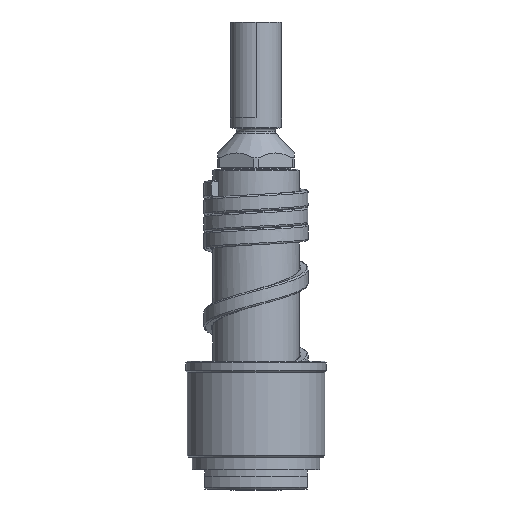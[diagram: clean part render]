
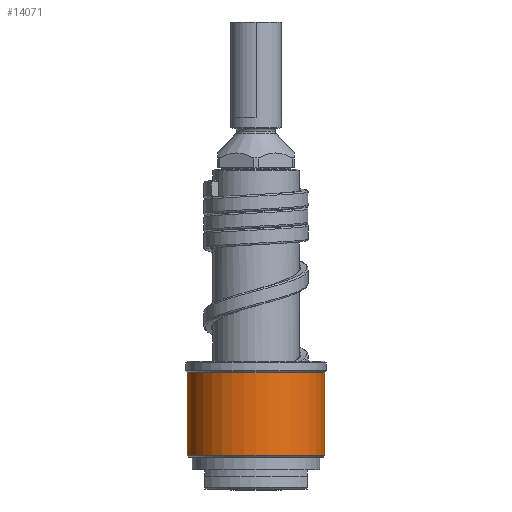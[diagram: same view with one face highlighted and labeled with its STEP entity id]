
A CAD part, front view. The second image highlights one B-rep face of the part: STEP entity #14071.
In plain terms, the highlighted cylindrical face has radius 21.5 mm (diameter 43 mm), a partial arc.
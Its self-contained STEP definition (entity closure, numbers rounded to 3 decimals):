
#5383=CARTESIAN_POINT('',(0.,0.,10.583));
#5384=DIRECTION('',(0.,0.,1.));
#5385=DIRECTION('',(-1.,0.,0.));
#5386=AXIS2_PLACEMENT_3D('',#5383,#5384,#5385);
#5388=DIRECTION('',(0.,0.,-1.));
#5389=VECTOR('',#5388,25.834);
#5390=CARTESIAN_POINT('',(-21.5,0.,36.417));
#5391=LINE('',#5390,#5389);
#5392=CARTESIAN_POINT('',(0.,0.,36.417));
#5393=DIRECTION('',(0.,0.,1.));
#5394=DIRECTION('',(-1.,0.,0.));
#5395=AXIS2_PLACEMENT_3D('',#5392,#5393,#5394);
#5397=DIRECTION('',(0.,0.,-1.));
#5398=VECTOR('',#5397,25.834);
#5399=CARTESIAN_POINT('',(21.5,0.,36.417));
#5400=LINE('',#5399,#5398);
#5744=CARTESIAN_POINT('',(21.5,0.,36.417));
#5745=CARTESIAN_POINT('',(-21.5,0.,36.417));
#5746=VERTEX_POINT('',#5744);
#5747=VERTEX_POINT('',#5745);
#5770=CARTESIAN_POINT('',(21.5,0.,10.583));
#5771=VERTEX_POINT('',#5770);
#5772=CARTESIAN_POINT('',(-21.5,0.,10.583));
#5773=VERTEX_POINT('',#5772);
#14059=CARTESIAN_POINT('',(0.,0.,8.5));
#14060=DIRECTION('',(0.,0.,1.));
#14061=DIRECTION('',(-1.,0.,0.));
#14062=AXIS2_PLACEMENT_3D('',#14059,#14060,#14061);
#14063=CYLINDRICAL_SURFACE('',#14062,21.5);
#14064=ORIENTED_EDGE('',*,*,#12474,.F.);
#14065=ORIENTED_EDGE('',*,*,#12455,.F.);
#14067=ORIENTED_EDGE('',*,*,#14066,.T.);
#14068=ORIENTED_EDGE('',*,*,#12451,.T.);
#14069=EDGE_LOOP('',(#14064,#14065,#14067,#14068));
#14070=FACE_OUTER_BOUND('',#14069,.F.);
#5387=CIRCLE('',#5386,21.5);
#5396=CIRCLE('',#5395,21.5);
#12451=EDGE_CURVE('',#5746,#5771,#5400,.T.);
#12455=EDGE_CURVE('',#5747,#5773,#5391,.T.);
#12474=EDGE_CURVE('',#5773,#5771,#5387,.T.);
#14066=EDGE_CURVE('',#5747,#5746,#5396,.T.);
#14071=ADVANCED_FACE('',(#14070),#14063,.T.);
